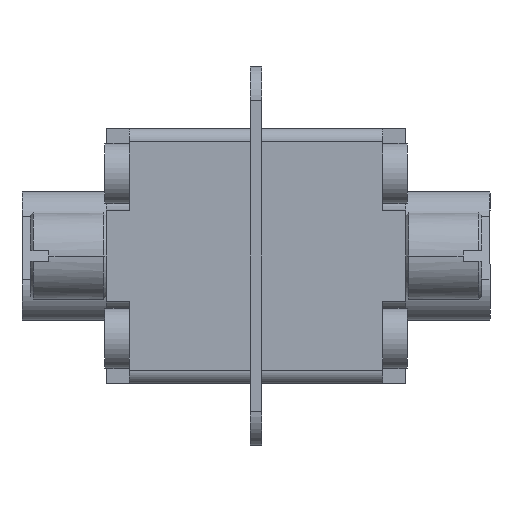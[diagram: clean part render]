
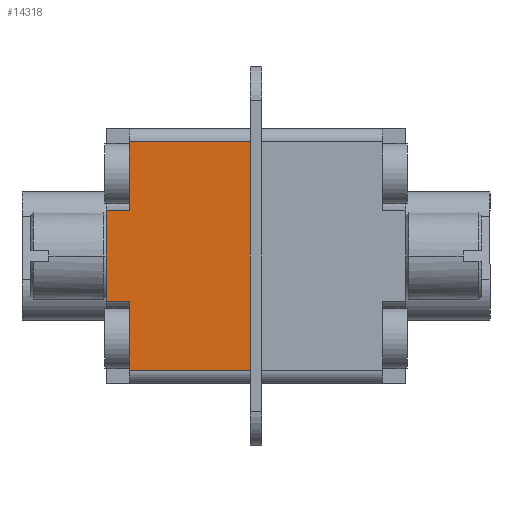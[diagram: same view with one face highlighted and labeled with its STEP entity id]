
A CAD part, front view. The second image highlights one B-rep face of the part: STEP entity #14318.
In plain terms, the highlighted planar face has unit normal (0, -1, 0).
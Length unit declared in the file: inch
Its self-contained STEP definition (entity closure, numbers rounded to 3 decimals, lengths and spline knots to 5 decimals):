
#1601 = VERTEX_POINT ( 'NONE', #37023 ) ;
#2456 = DIRECTION ( 'NONE',  ( 0., 0., -1. ) ) ;
#4178 = EDGE_CURVE ( 'NONE', #35908, #15373, #23083, .T. ) ;
#5301 = EDGE_LOOP ( 'NONE', ( #24918, #36902, #16263, #9114, #38628, #40685, #35531, #18600 ) ) ;
#5850 = VECTOR ( 'NONE', #17622, 39.37008 ) ;
#6019 = VECTOR ( 'NONE', #2456, 39.37008 ) ;
#6401 = CARTESIAN_POINT ( 'NONE',  ( -0.545, -1.25, 0.165 ) ) ;
#6641 = LINE ( 'NONE', #16251, #8701 ) ;
#8701 = VECTOR ( 'NONE', #34859, 39.37008 ) ;
#9114 = ORIENTED_EDGE ( 'NONE', *, *, #28541, .T. ) ;
#10254 = VECTOR ( 'NONE', #37318, 39.37008 ) ;
#10776 = CARTESIAN_POINT ( 'NONE',  ( -0.02, -1.25, -0.415 ) ) ;
#10808 = EDGE_CURVE ( 'NONE', #1601, #35037, #6641, .T. ) ;
#11003 = VERTEX_POINT ( 'NONE', #6401 ) ;
#13271 = PLANE ( 'NONE',  #21537 ) ;
#13490 = DIRECTION ( 'NONE',  ( 0., 1., 0. ) ) ;
#13576 = VERTEX_POINT ( 'NONE', #36760 ) ;
#13753 = CARTESIAN_POINT ( 'NONE',  ( -0.46, -1.25, -0.165 ) ) ;
#13818 = CARTESIAN_POINT ( 'NONE',  ( 0.545, -1.25, -0.415 ) ) ;
#13961 = VECTOR ( 'NONE', #26874, 39.37008 ) ;
#14163 = EDGE_CURVE ( 'NONE', #13576, #1601, #28426, .T. ) ;
#14318 = ADVANCED_FACE ( 'NONE', ( #20128 ), #13271, .F. ) ;
#15373 = VERTEX_POINT ( 'NONE', #19512 ) ;
#16251 = CARTESIAN_POINT ( 'NONE',  ( -0.46, -1.25, 0.465 ) ) ;
#16263 = ORIENTED_EDGE ( 'NONE', *, *, #22081, .T. ) ;
#17622 = DIRECTION ( 'NONE',  ( -1., 0., 0. ) ) ;
#18286 = CARTESIAN_POINT ( 'NONE',  ( 0.545, -1.25, 0.415 ) ) ;
#18600 = ORIENTED_EDGE ( 'NONE', *, *, #30208, .T. ) ;
#19512 = CARTESIAN_POINT ( 'NONE',  ( -0.545, -1.25, -0.165 ) ) ;
#20128 = FACE_OUTER_BOUND ( 'NONE', #5301, .T. ) ;
#21121 = CARTESIAN_POINT ( 'NONE',  ( -0.46, -1.25, -0.415 ) ) ;
#21398 = LINE ( 'NONE', #33798, #6019 ) ;
#21537 = AXIS2_PLACEMENT_3D ( 'NONE', #26137, #13490, #39177 ) ;
#22081 = EDGE_CURVE ( 'NONE', #35266, #29469, #36182, .T. ) ;
#23083 = LINE ( 'NONE', #13753, #23990 ) ;
#23990 = VECTOR ( 'NONE', #26393, 39.37008 ) ;
#24749 = CARTESIAN_POINT ( 'NONE',  ( -0.46, -1.25, 0.165 ) ) ;
#24918 = ORIENTED_EDGE ( 'NONE', *, *, #4178, .F. ) ;
#24948 = CARTESIAN_POINT ( 'NONE',  ( -0.02, -1.25, 0.465 ) ) ;
#26137 = CARTESIAN_POINT ( 'NONE',  ( 0.545, -1.25, 0.465 ) ) ;
#26393 = DIRECTION ( 'NONE',  ( -1., 0., 0. ) ) ;
#26835 = VECTOR ( 'NONE', #37551, 39.37008 ) ;
#26874 = DIRECTION ( 'NONE',  ( 1., 0., 0. ) ) ;
#27895 = LINE ( 'NONE', #40947, #38879 ) ;
#28054 = LINE ( 'NONE', #24948, #26835 ) ;
#28098 = DIRECTION ( 'NONE',  ( 0., 0., -1. ) ) ;
#28426 = LINE ( 'NONE', #18286, #10254 ) ;
#28541 = EDGE_CURVE ( 'NONE', #29469, #13576, #28054, .T. ) ;
#29469 = VERTEX_POINT ( 'NONE', #10776 ) ;
#30208 = EDGE_CURVE ( 'NONE', #11003, #15373, #27895, .T. ) ;
#31666 = CARTESIAN_POINT ( 'NONE',  ( -0.46, -1.25, 0.165 ) ) ;
#32313 = EDGE_CURVE ( 'NONE', #35037, #11003, #35032, .T. ) ;
#33798 = CARTESIAN_POINT ( 'NONE',  ( -0.46, -1.25, -0.165 ) ) ;
#34137 = EDGE_CURVE ( 'NONE', #35908, #35266, #21398, .T. ) ;
#34859 = DIRECTION ( 'NONE',  ( 0., 0., -1. ) ) ;
#35032 = LINE ( 'NONE', #24749, #5850 ) ;
#35037 = VERTEX_POINT ( 'NONE', #31666 ) ;
#35266 = VERTEX_POINT ( 'NONE', #21121 ) ;
#35421 = CARTESIAN_POINT ( 'NONE',  ( -0.46, -1.25, -0.165 ) ) ;
#35531 = ORIENTED_EDGE ( 'NONE', *, *, #32313, .T. ) ;
#35908 = VERTEX_POINT ( 'NONE', #35421 ) ;
#36182 = LINE ( 'NONE', #13818, #13961 ) ;
#36760 = CARTESIAN_POINT ( 'NONE',  ( -0.02, -1.25, 0.415 ) ) ;
#36902 = ORIENTED_EDGE ( 'NONE', *, *, #34137, .T. ) ;
#37023 = CARTESIAN_POINT ( 'NONE',  ( -0.46, -1.25, 0.415 ) ) ;
#37318 = DIRECTION ( 'NONE',  ( -1., 0., 0. ) ) ;
#37551 = DIRECTION ( 'NONE',  ( 0., 0., 1. ) ) ;
#38628 = ORIENTED_EDGE ( 'NONE', *, *, #14163, .T. ) ;
#38879 = VECTOR ( 'NONE', #28098, 39.37008 ) ;
#39177 = DIRECTION ( 'NONE',  ( 0., 0., 1. ) ) ;
#40685 = ORIENTED_EDGE ( 'NONE', *, *, #10808, .T. ) ;
#40947 = CARTESIAN_POINT ( 'NONE',  ( -0.545, -1.25, 0.465 ) ) ;
